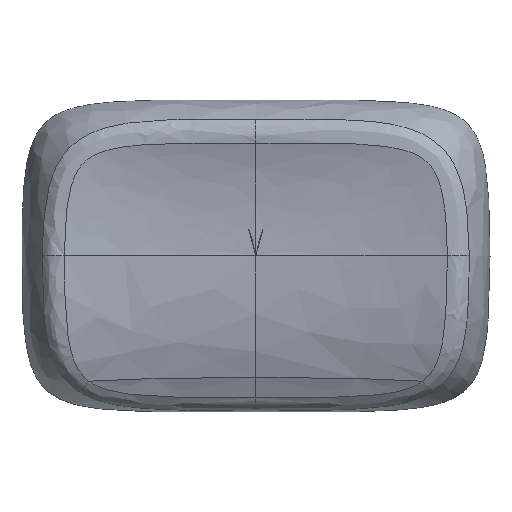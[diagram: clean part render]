
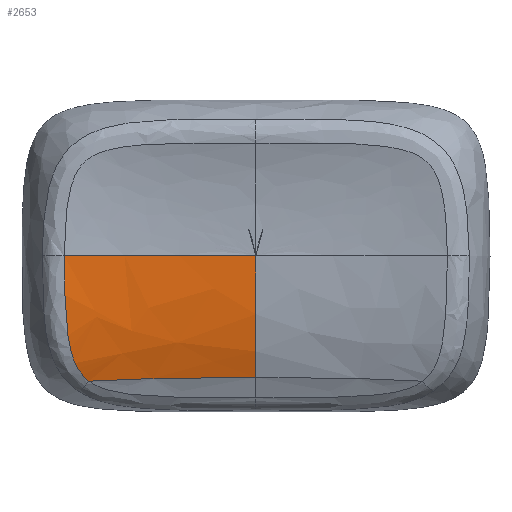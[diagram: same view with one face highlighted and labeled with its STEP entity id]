
A CAD part, top view. The second image highlights one B-rep face of the part: STEP entity #2653.
In plain terms, the highlighted free-form (B-spline) face has degree [3, 3] with [6, 5] control points.
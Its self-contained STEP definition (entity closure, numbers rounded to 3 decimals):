
#18=(
BOUNDED_CURVE()
B_SPLINE_CURVE(5,(#13189,#13190,#13191,#13192,#13193,#13194,#13195,#13196,
#13197,#13198),.UNSPECIFIED.,.F.,.F.)
B_SPLINE_CURVE_WITH_KNOTS((6,1,1,1,1,6),(0.103,0.2,0.4,0.6,
0.8,1.),.UNSPECIFIED.)
CURVE()
GEOMETRIC_REPRESENTATION_ITEM()
RATIONAL_B_SPLINE_CURVE((1.,1.,1.,1.,1.,1.,1.,1.,1.,1.))
REPRESENTATION_ITEM('')
);
#19=(
BOUNDED_CURVE()
B_SPLINE_CURVE(5,(#14130,#14131,#14132,#14133,#14134,#14135,#14136,#14137,
#14138),.UNSPECIFIED.,.F.,.F.)
B_SPLINE_CURVE_WITH_KNOTS((6,1,1,1,6),(0.285,0.4,0.6,0.8,1.),
 .UNSPECIFIED.)
CURVE()
GEOMETRIC_REPRESENTATION_ITEM()
RATIONAL_B_SPLINE_CURVE((1.,1.,1.,1.,1.,1.,1.,1.,1.))
REPRESENTATION_ITEM('')
);
#323=FACE_OUTER_BOUND('',#485,.T.);
#485=EDGE_LOOP('',(#2376,#2377,#2378,#2379));
#834=B_SPLINE_CURVE_WITH_KNOTS('',3,(#12628,#12629,#12630,#12631,#12632,
#12633,#12634,#12635),.UNSPECIFIED.,.F.,.F.,(4,1,1,1,1,4),(0.,0.104,
0.209,0.313,0.522,0.73),
 .UNSPECIFIED.);
#845=B_SPLINE_CURVE_WITH_KNOTS('',3,(#13065,#13066,#13067,#13068,#13069),
 .UNSPECIFIED.,.F.,.F.,(4,1,4),(0.,0.571,1.),.UNSPECIFIED.);
#1090=VERTEX_POINT('',#12199);
#1103=VERTEX_POINT('',#12549);
#1116=VERTEX_POINT('',#13053);
#1117=VERTEX_POINT('',#13064);
#1518=EDGE_CURVE('',#1103,#1090,#834,.T.);
#1530=EDGE_CURVE('',#1116,#1117,#845,.T.);
#1533=EDGE_CURVE('',#1090,#1116,#18,.T.);
#1539=EDGE_CURVE('',#1103,#1117,#19,.T.);
#2376=ORIENTED_EDGE('',*,*,#1518,.F.);
#2377=ORIENTED_EDGE('',*,*,#1539,.T.);
#2378=ORIENTED_EDGE('',*,*,#1530,.F.);
#2379=ORIENTED_EDGE('',*,*,#1533,.F.);
#2496=B_SPLINE_SURFACE_WITH_KNOTS('',3,3,((#14139,#14140,#14141,#14142,
#14143),(#14144,#14145,#14146,#14147,#14148),(#14149,#14150,#14151,#14152,
#14153),(#14154,#14155,#14156,#14157,#14158),(#14159,#14160,#14161,#14162,
#14163),(#14164,#14165,#14166,#14167,#14168)),.UNSPECIFIED.,.F.,.F.,.F.,
(4,1,1,4),(4,1,4),(0.103,0.487,0.744,
1.),(0.,0.571,1.),.UNSPECIFIED.);
#2653=ADVANCED_FACE('',(#323),#2496,.F.);
#12199=CARTESIAN_POINT('',(-11.041,0.,5.644));
#12549=CARTESIAN_POINT('',(-9.614,-7.218,4.342));
#12628=CARTESIAN_POINT('Ctrl Pts',(-9.614,-7.218,
4.342));
#12629=CARTESIAN_POINT('Ctrl Pts',(-9.878,-7.008,
4.472));
#12630=CARTESIAN_POINT('Ctrl Pts',(-10.336,-6.476,
4.751));
#12631=CARTESIAN_POINT('Ctrl Pts',(-10.692,-5.443,
5.104));
#12632=CARTESIAN_POINT('Ctrl Pts',(-10.922,-3.984,5.429));
#12633=CARTESIAN_POINT('Ctrl Pts',(-11.017,-2.139,
5.614));
#12634=CARTESIAN_POINT('Ctrl Pts',(-11.041,-0.711,
5.644));
#12635=CARTESIAN_POINT('Ctrl Pts',(-11.041,0.,
5.644));
#13053=CARTESIAN_POINT('',(0.,0.,4.8));
#13064=CARTESIAN_POINT('',(0.,-7.,3.8));
#13065=CARTESIAN_POINT('Ctrl Pts',(0.,0.,
4.8));
#13066=CARTESIAN_POINT('Ctrl Pts',(0.,-2.41,
4.8));
#13067=CARTESIAN_POINT('Ctrl Pts',(0.,-4.95,
4.503));
#13068=CARTESIAN_POINT('Ctrl Pts',(0.,-6.448,
4.022));
#13069=CARTESIAN_POINT('Ctrl Pts',(0.,-7.,
3.8));
#13189=CARTESIAN_POINT('Ctrl Pts',(-11.041,0.,
5.644));
#13190=CARTESIAN_POINT('Ctrl Pts',(-10.9,0.,
5.615));
#13191=CARTESIAN_POINT('Ctrl Pts',(-10.462,0.,
5.527));
#13192=CARTESIAN_POINT('Ctrl Pts',(-9.682,0.,
5.386));
#13193=CARTESIAN_POINT('Ctrl Pts',(-8.468,0.,
5.201));
#13194=CARTESIAN_POINT('Ctrl Pts',(-6.607,0.,
4.995));
#13195=CARTESIAN_POINT('Ctrl Pts',(-4.452,0.,
4.864));
#13196=CARTESIAN_POINT('Ctrl Pts',(-2.415,0.,
4.812));
#13197=CARTESIAN_POINT('Ctrl Pts',(-0.841,0.,
4.8));
#13198=CARTESIAN_POINT('Ctrl Pts',(0.,0.,
4.8));
#14130=CARTESIAN_POINT('Ctrl Pts',(-9.614,-7.218,
4.342));
#14131=CARTESIAN_POINT('Ctrl Pts',(-9.419,-7.206,
4.313));
#14132=CARTESIAN_POINT('Ctrl Pts',(-8.872,-7.175,
4.236));
#14133=CARTESIAN_POINT('Ctrl Pts',(-7.908,-7.127,
4.115));
#14134=CARTESIAN_POINT('Ctrl Pts',(-6.378,-7.067,3.968));
#14135=CARTESIAN_POINT('Ctrl Pts',(-4.452,-7.024,
3.86));
#14136=CARTESIAN_POINT('Ctrl Pts',(-2.415,-7.004,
3.811));
#14137=CARTESIAN_POINT('Ctrl Pts',(-0.841,-7.,
3.8));
#14138=CARTESIAN_POINT('Ctrl Pts',(0.,-7.,
3.8));
#14139=CARTESIAN_POINT('Ctrl Pts',(-11.041,0.,
5.644));
#14140=CARTESIAN_POINT('Ctrl Pts',(-11.041,-2.447,
5.644));
#14141=CARTESIAN_POINT('Ctrl Pts',(-11.041,-5.112,
5.338));
#14142=CARTESIAN_POINT('Ctrl Pts',(-11.041,-6.71,
4.826));
#14143=CARTESIAN_POINT('Ctrl Pts',(-11.041,-7.315,
4.583));
#14144=CARTESIAN_POINT('Ctrl Pts',(-10.115,0.,
5.453));
#14145=CARTESIAN_POINT('Ctrl Pts',(-10.115,-2.439,5.453));
#14146=CARTESIAN_POINT('Ctrl Pts',(-10.115,-5.075,
5.149));
#14147=CARTESIAN_POINT('Ctrl Pts',(-10.115,-6.651,
4.645));
#14148=CARTESIAN_POINT('Ctrl Pts',(-10.115,-7.244,
4.406));
#14149=CARTESIAN_POINT('Ctrl Pts',(-8.353,0.,
5.159));
#14150=CARTESIAN_POINT('Ctrl Pts',(-8.353,-2.426,5.159));
#14151=CARTESIAN_POINT('Ctrl Pts',(-8.353,-5.019,
4.858));
#14152=CARTESIAN_POINT('Ctrl Pts',(-8.353,-6.559,
4.364));
#14153=CARTESIAN_POINT('Ctrl Pts',(-8.353,-7.134,
4.133));
#14154=CARTESIAN_POINT('Ctrl Pts',(-4.777,0.,
4.866));
#14155=CARTESIAN_POINT('Ctrl Pts',(-4.777,-2.413,
4.866));
#14156=CARTESIAN_POINT('Ctrl Pts',(-4.777,-4.962,
4.569));
#14157=CARTESIAN_POINT('Ctrl Pts',(-4.777,-6.468,
4.085));
#14158=CARTESIAN_POINT('Ctrl Pts',(-4.777,-7.025,
3.862));
#14159=CARTESIAN_POINT('Ctrl Pts',(-1.798,0.,
4.8));
#14160=CARTESIAN_POINT('Ctrl Pts',(-1.798,-2.41,
4.8));
#14161=CARTESIAN_POINT('Ctrl Pts',(-1.798,-4.95,
4.503));
#14162=CARTESIAN_POINT('Ctrl Pts',(-1.798,-6.448,
4.022));
#14163=CARTESIAN_POINT('Ctrl Pts',(-1.798,-7.,
3.8));
#14164=CARTESIAN_POINT('Ctrl Pts',(0.,0.,
4.8));
#14165=CARTESIAN_POINT('Ctrl Pts',(0.,-2.41,
4.8));
#14166=CARTESIAN_POINT('Ctrl Pts',(0.,-4.95,
4.503));
#14167=CARTESIAN_POINT('Ctrl Pts',(0.,-6.448,
4.022));
#14168=CARTESIAN_POINT('Ctrl Pts',(0.,-7.,
3.8));
